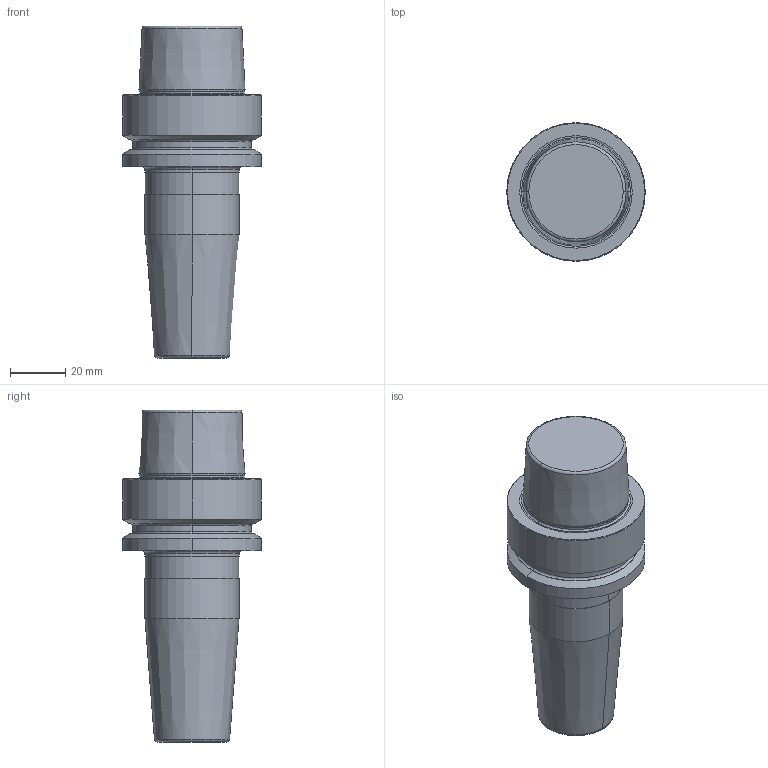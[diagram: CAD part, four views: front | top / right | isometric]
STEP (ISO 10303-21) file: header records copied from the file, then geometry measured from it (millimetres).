
FILE_DESCRIPTION((''),'2;1');
FILE_NAME('30338492','2017-06-21T',('bahnemannr'),(''),'PRO/ENGINEER BY PARAMETRIC TECHNOLOGY CORPORATION, 2011220','PRO/ENGINEER BY PARAMETRIC TECHNOLOGY CORPORATION, 2011220','');
FILE_SCHEMA(('AUTOMOTIVE_DESIGN_CC2 { 1 2 10303 214 -1 1 5 2 }'));
Length unit declared in the file: millimetre
Products named in the file (1): 30338492
Bounding box: 50 x 50 x 119.9 mm (x, y, z)
Volume: 120327.1 mm3; surface area: 20238.4 mm2
Topology: 1 solids, 1 shells, 55 faces, 110 edges, 66 vertices
Faces by surface type: cylinder 16, torus 16, cone 14, plane 9
Entity records: 1838 total; most frequent: DIRECTION 304, CARTESIAN_POINT 230, ORIENTED_EDGE 216, AXIS2_PLACEMENT_3D 136, PRESENTATION_STYLE_ASSIGNMENT 114, STYLED_ITEM 114, CURVE_STYLE 113, EDGE_CURVE 108
